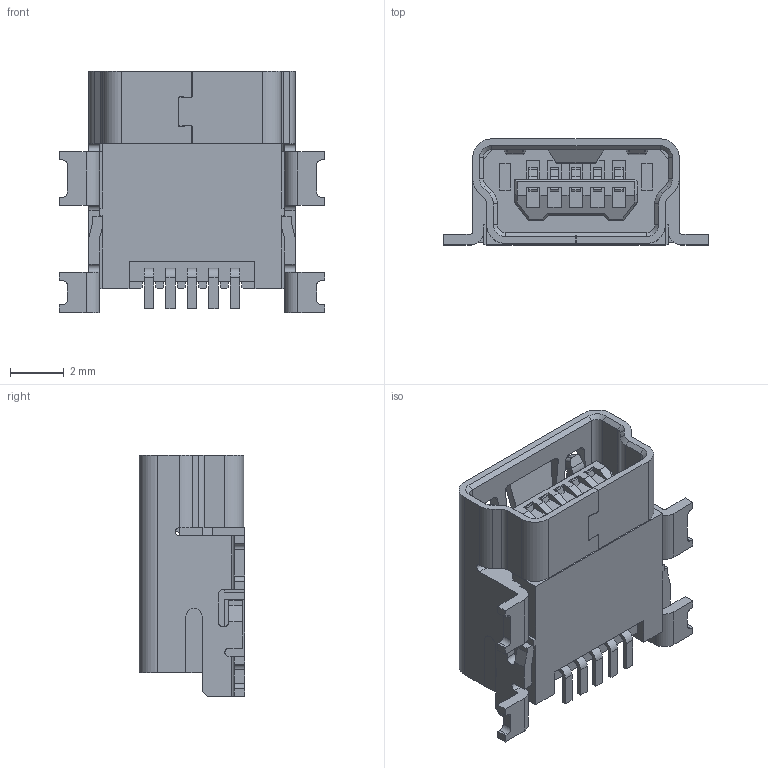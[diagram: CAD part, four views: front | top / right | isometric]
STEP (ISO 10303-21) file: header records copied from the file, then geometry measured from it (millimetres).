
FILE_DESCRIPTION((''),'2;1');
FILE_NAME('675031230','2014-05-13T',('me'),(''),'PRO/ENGINEER BY PARAMETRIC TECHNOLOGY CORPORATION, 2011490','PRO/ENGINEER BY PARAMETRIC TECHNOLOGY CORPORATION, 2011490','');
FILE_SCHEMA(('CONFIG_CONTROL_DESIGN'));
Length unit declared in the file: millimetre
Products named in the file (1): 675031230
Bounding box: 9.9 x 3.95 x 9 mm (x, y, z)
Volume: 148.4 mm3; surface area: 461.7 mm2
Topology: 1 solids, 1 shells, 514 faces, 1502 edges, 993 vertices
Faces by surface type: plane 375, cylinder 101, bspline 30, cone 8
Entity records: 17661 total; most frequent: CARTESIAN_POINT 4029, ORIENTED_EDGE 2932, DIRECTION 2610, EDGE_CURVE 1466, VECTOR 1212, LINE 1212, VERTEX_POINT 957, AXIS2_PLACEMENT_3D 699
